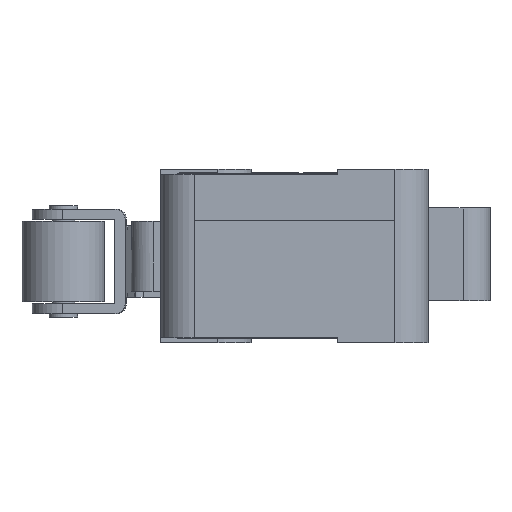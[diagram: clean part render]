
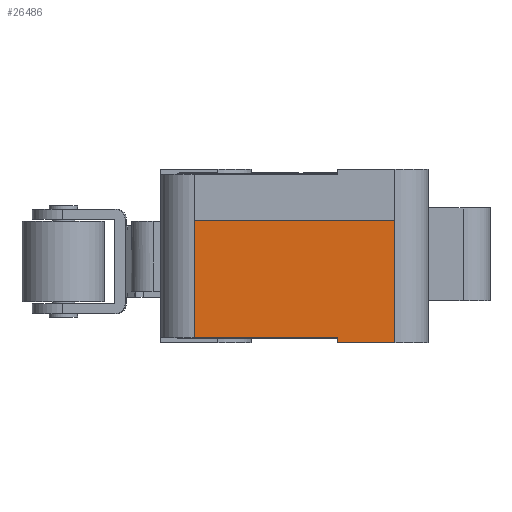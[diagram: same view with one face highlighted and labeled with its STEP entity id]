
A CAD part, left-side view. The second image highlights one B-rep face of the part: STEP entity #26486.
In plain terms, the highlighted planar face has unit normal (-1, 0, 0).
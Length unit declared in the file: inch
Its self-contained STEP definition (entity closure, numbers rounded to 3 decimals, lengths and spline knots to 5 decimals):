
#16898=CARTESIAN_POINT('',(-1.1378,0.25295,0.28543));
#16899=VERTEX_POINT('',#16898);
#16917=CARTESIAN_POINT('',(-1.1378,0.25295,0.01181));
#16918=VERTEX_POINT('',#16917);
#16926=CARTESIAN_POINT('',(-1.1378,0.25295,0.01181));
#16927=DIRECTION('',(0.0,0.0,1.0));
#16928=VECTOR('',#16927,0.27362);
#16929=LINE('',#16926,#16928);
#16930=EDGE_CURVE('',#16918,#16899,#16929,.T.);
#16969=CARTESIAN_POINT('',(-1.1378,-0.21555,0.28543));
#16970=VERTEX_POINT('',#16969);
#16971=CARTESIAN_POINT('',(-1.1378,-0.21555,0.28543));
#16972=DIRECTION('',(0.0,1.0,0.0));
#16973=VECTOR('',#16972,0.4685);
#16974=LINE('',#16971,#16973);
#16975=EDGE_CURVE('',#16970,#16899,#16974,.T.);
#17053=CARTESIAN_POINT('',(-1.1378,-0.21555,0.0));
#17054=VERTEX_POINT('',#17053);
#17055=CARTESIAN_POINT('',(-1.1378,-0.21555,0.0));
#17056=DIRECTION('',(0.0,0.0,1.0));
#17057=VECTOR('',#17056,0.28543);
#17058=LINE('',#17055,#17057);
#17059=EDGE_CURVE('',#17054,#16970,#17058,.T.);
#26148=CARTESIAN_POINT('',(-1.1378,-0.08169,0.01181));
#26149=VERTEX_POINT('',#26148);
#26157=CARTESIAN_POINT('',(-1.1378,-0.08169,0.0));
#26158=VERTEX_POINT('',#26157);
#26165=CARTESIAN_POINT('',(-1.1378,-0.08169,0.01181));
#26166=DIRECTION('',(0.0,0.0,-1.0));
#26167=VECTOR('',#26166,0.01181);
#26168=LINE('',#26165,#26167);
#26169=EDGE_CURVE('',#26149,#26158,#26168,.T.);
#26200=CARTESIAN_POINT('',(-1.1378,0.25295,0.01181));
#26201=DIRECTION('',(0.0,-1.0,0.0));
#26202=VECTOR('',#26201,0.33465);
#26203=LINE('',#26200,#26202);
#26204=EDGE_CURVE('',#16918,#26149,#26203,.T.);
#26251=CARTESIAN_POINT('',(-1.1378,-0.21555,0.0));
#26252=DIRECTION('',(0.0,1.0,0.0));
#26253=VECTOR('',#26252,0.13386);
#26254=LINE('',#26251,#26253);
#26255=EDGE_CURVE('',#17054,#26158,#26254,.T.);
#26473=CARTESIAN_POINT('',(-1.1378,-0.23898,-0.01427));
#26474=DIRECTION('',(-1.0,0.0,0.0));
#26475=DIRECTION('',(0.0,0.0,1.0));
#26476=AXIS2_PLACEMENT_3D('',#26473,#26474,#26475);
#26477=PLANE('',#26476);
#26478=ORIENTED_EDGE('',*,*,#16975,.T.);
#26479=ORIENTED_EDGE('',*,*,#16930,.F.);
#26480=ORIENTED_EDGE('',*,*,#26204,.T.);
#26481=ORIENTED_EDGE('',*,*,#26169,.T.);
#26482=ORIENTED_EDGE('',*,*,#26255,.F.);
#26483=ORIENTED_EDGE('',*,*,#17059,.T.);
#26484=EDGE_LOOP('',(#26478,#26479,#26480,#26481,#26482,#26483));
#26485=FACE_OUTER_BOUND('',#26484,.T.);
#26486=ADVANCED_FACE('',(#26485),#26477,.T.);
